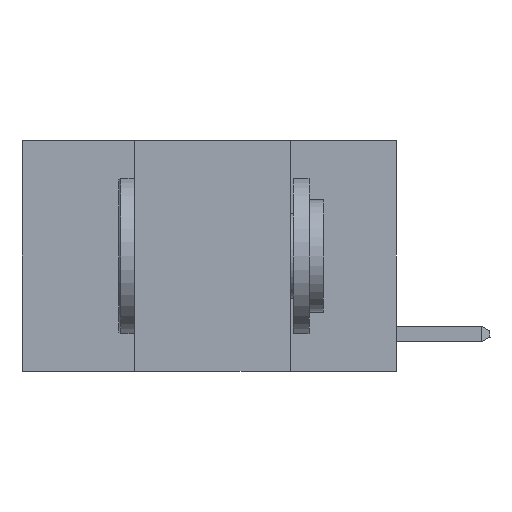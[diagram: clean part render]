
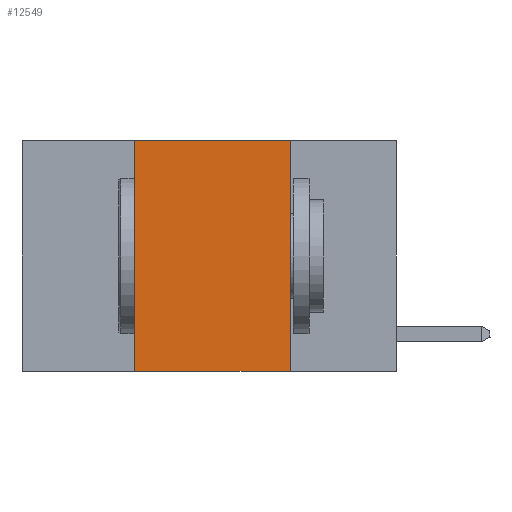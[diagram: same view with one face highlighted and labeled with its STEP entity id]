
A CAD part, left-side view. The second image highlights one B-rep face of the part: STEP entity #12549.
In plain terms, the highlighted planar face has unit normal (-1, 0, 0).
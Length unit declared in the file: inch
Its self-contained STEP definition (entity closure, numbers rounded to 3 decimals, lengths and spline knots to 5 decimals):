
#1305 = CARTESIAN_POINT ( 'NONE',  ( 0., 0.6, 0. ) ) ;
#1683 = ORIENTED_EDGE ( 'NONE', *, *, #7956, .F. ) ;
#1731 = EDGE_CURVE ( 'NONE', #17639, #13032, #2057, .T. ) ;
#2057 = LINE ( 'NONE', #18036, #21114 ) ;
#2160 = VECTOR ( 'NONE', #4595, 39.37008 ) ;
#2287 = DIRECTION ( 'NONE',  ( 0., 0., 1. ) ) ;
#2381 = LINE ( 'NONE', #10882, #17972 ) ;
#4332 = LINE ( 'NONE', #1305, #15866 ) ;
#4595 = DIRECTION ( 'NONE',  ( 0., 0., -1. ) ) ;
#5475 = CARTESIAN_POINT ( 'NONE',  ( 0., 0.6, 0. ) ) ;
#5748 = ORIENTED_EDGE ( 'NONE', *, *, #21772, .T. ) ;
#7116 = DIRECTION ( 'NONE',  ( 0., -1., 0. ) ) ;
#7290 = PLANE ( 'NONE',  #22211 ) ;
#7956 = EDGE_CURVE ( 'NONE', #13032, #16013, #4332, .T. ) ;
#8235 = ORIENTED_EDGE ( 'NONE', *, *, #8793, .F. ) ;
#8793 = EDGE_CURVE ( 'NONE', #16013, #9272, #20499, .T. ) ;
#9272 = VERTEX_POINT ( 'NONE', #22066 ) ;
#10882 = CARTESIAN_POINT ( 'NONE',  ( 0., 0.6, -0.37 ) ) ;
#11329 = CARTESIAN_POINT ( 'NONE',  ( 0., 0.42, 0. ) ) ;
#12549 = ADVANCED_FACE ( 'NONE', ( #21145 ), #7290, .F. ) ;
#13032 = VERTEX_POINT ( 'NONE', #11329 ) ;
#13331 = CARTESIAN_POINT ( 'NONE',  ( 0., 0.17, 0. ) ) ;
#15866 = VECTOR ( 'NONE', #16818, 39.37008 ) ;
#16013 = VERTEX_POINT ( 'NONE', #21341 ) ;
#16818 = DIRECTION ( 'NONE',  ( 0., -1., 0. ) ) ;
#17639 = VERTEX_POINT ( 'NONE', #21196 ) ;
#17744 = DIRECTION ( 'NONE',  ( 0., 0., -1. ) ) ;
#17972 = VECTOR ( 'NONE', #7116, 39.37008 ) ;
#18036 = CARTESIAN_POINT ( 'NONE',  ( 0., 0.42, 0. ) ) ;
#19003 = DIRECTION ( 'NONE',  ( 1., 0., 0. ) ) ;
#20431 = EDGE_LOOP ( 'NONE', ( #8235, #1683, #21267, #5748 ) ) ;
#20499 = LINE ( 'NONE', #13331, #2160 ) ;
#21114 = VECTOR ( 'NONE', #2287, 39.37008 ) ;
#21145 = FACE_OUTER_BOUND ( 'NONE', #20431, .T. ) ;
#21196 = CARTESIAN_POINT ( 'NONE',  ( 0., 0.42, -0.37 ) ) ;
#21267 = ORIENTED_EDGE ( 'NONE', *, *, #1731, .F. ) ;
#21341 = CARTESIAN_POINT ( 'NONE',  ( 0., 0.17, 0. ) ) ;
#21772 = EDGE_CURVE ( 'NONE', #17639, #9272, #2381, .T. ) ;
#22066 = CARTESIAN_POINT ( 'NONE',  ( 0., 0.17, -0.37 ) ) ;
#22211 = AXIS2_PLACEMENT_3D ( 'NONE', #5475, #19003, #17744 ) ;
